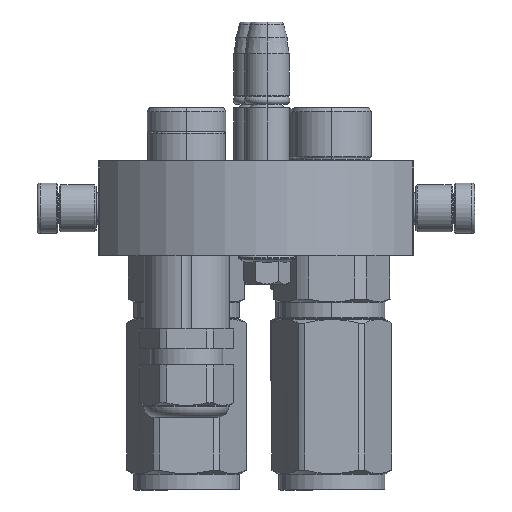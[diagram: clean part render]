
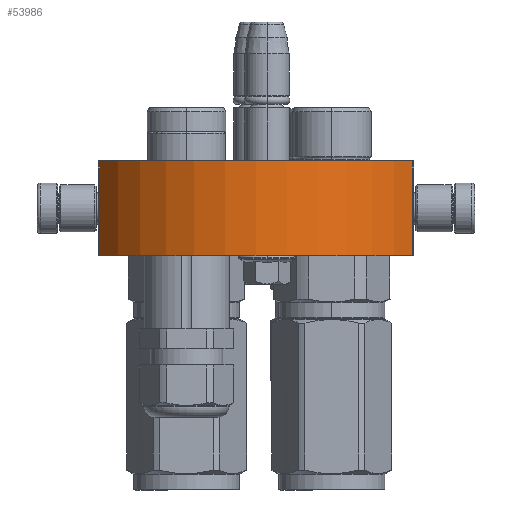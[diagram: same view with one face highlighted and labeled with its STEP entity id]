
A CAD part, left-side view. The second image highlights one B-rep face of the part: STEP entity #53986.
In plain terms, the highlighted cylindrical face has radius 57.25 mm (diameter 114.5 mm), a partial arc.
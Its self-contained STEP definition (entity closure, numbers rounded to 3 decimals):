
#5620 = ORIENTED_EDGE ( 'NONE', *, *, #5658, .T. ) ;
#5658 = EDGE_CURVE ( 'NONE', #25772, #50387, #45371, .T. ) ;
#10620 = ORIENTED_EDGE ( 'NONE', *, *, #57293, .F. ) ;
#10706 = AXIS2_PLACEMENT_3D ( 'NONE', #23801, #33333, #24210 ) ;
#13814 = CARTESIAN_POINT ( 'NONE',  ( 49.5, 0., -28.763 ) ) ;
#14619 = DIRECTION ( 'NONE',  ( 0., 1., 0. ) ) ;
#15678 = LINE ( 'NONE', #43734, #18625 ) ;
#16283 = CARTESIAN_POINT ( 'NONE',  ( -49.5, 0., -28.763 ) ) ;
#16713 = ORIENTED_EDGE ( 'NONE', *, *, #33513, .T. ) ;
#18625 = VECTOR ( 'NONE', #34825, 1000. ) ;
#19637 = ORIENTED_EDGE ( 'NONE', *, *, #21650, .F. ) ;
#20911 = CYLINDRICAL_SURFACE ( 'NONE', #10706, 57.25 ) ;
#21275 = CARTESIAN_POINT ( 'NONE',  ( 0., 0., 0. ) ) ;
#21650 = EDGE_CURVE ( 'NONE', #51139, #58517, #43330, .T. ) ;
#23801 = CARTESIAN_POINT ( 'NONE',  ( 0., 0., 0. ) ) ;
#23867 = LINE ( 'NONE', #13814, #47825 ) ;
#24210 = DIRECTION ( 'NONE',  ( 1., 0., 0. ) ) ;
#24881 = AXIS2_PLACEMENT_3D ( 'NONE', #21275, #39504, #26096 ) ;
#25772 = VERTEX_POINT ( 'NONE', #47718 ) ;
#26096 = DIRECTION ( 'NONE',  ( 0.865, 0., -0.502 ) ) ;
#31457 = DIRECTION ( 'NONE',  ( 0.865, 0., -0.502 ) ) ;
#33333 = DIRECTION ( 'NONE',  ( 0., -1., 0. ) ) ;
#33513 = EDGE_CURVE ( 'NONE', #50387, #58517, #15678, .T. ) ;
#34825 = DIRECTION ( 'NONE',  ( 0., 1., 0. ) ) ;
#38381 = EDGE_LOOP ( 'NONE', ( #19637, #10620, #5620, #16713 ) ) ;
#39504 = DIRECTION ( 'NONE',  ( 0., 1., 0. ) ) ;
#39531 = CARTESIAN_POINT ( 'NONE',  ( -49.5, 30., -28.763 ) ) ;
#41167 = DIRECTION ( 'NONE',  ( 0., 1., 0. ) ) ;
#43330 = CIRCLE ( 'NONE', #43366, 57.25 ) ;
#43366 = AXIS2_PLACEMENT_3D ( 'NONE', #59856, #41167, #31457 ) ;
#43734 = CARTESIAN_POINT ( 'NONE',  ( -49.5, 0., -28.763 ) ) ;
#44759 = FACE_OUTER_BOUND ( 'NONE', #38381, .T. ) ;
#45371 = CIRCLE ( 'NONE', #24881, 57.25 ) ;
#47718 = CARTESIAN_POINT ( 'NONE',  ( 49.5, 0., -28.763 ) ) ;
#47825 = VECTOR ( 'NONE', #14619, 1000. ) ;
#50387 = VERTEX_POINT ( 'NONE', #16283 ) ;
#51139 = VERTEX_POINT ( 'NONE', #54105 ) ;
#53986 = ADVANCED_FACE ( 'NONE', ( #44759 ), #20911, .T. ) ;
#54105 = CARTESIAN_POINT ( 'NONE',  ( 49.5, 30., -28.763 ) ) ;
#57293 = EDGE_CURVE ( 'NONE', #25772, #51139, #23867, .T. ) ;
#58517 = VERTEX_POINT ( 'NONE', #39531 ) ;
#59856 = CARTESIAN_POINT ( 'NONE',  ( 0., 30., 0. ) ) ;
